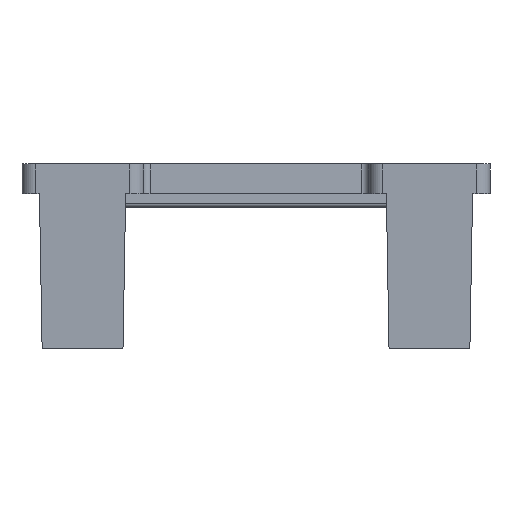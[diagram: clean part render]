
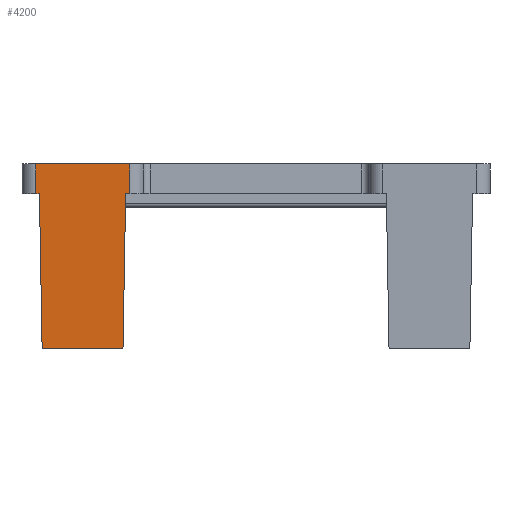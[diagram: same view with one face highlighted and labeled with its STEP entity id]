
A CAD part, front view. The second image highlights one B-rep face of the part: STEP entity #4200.
In plain terms, the highlighted planar face has unit normal (0, -0.999, -0.052).
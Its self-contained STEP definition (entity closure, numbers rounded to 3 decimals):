
#934 = PLANE('',#935);
#935 = AXIS2_PLACEMENT_3D('',#936,#937,#938);
#936 = CARTESIAN_POINT('',(0.,0.,5.8));
#937 = DIRECTION('',(0.,0.,-1.));
#938 = DIRECTION('',(-1.,0.,0.));
#1478 = PLANE('',#1479);
#1479 = AXIS2_PLACEMENT_3D('',#1480,#1481,#1482);
#1480 = CARTESIAN_POINT('',(0.,0.,8.));
#1481 = DIRECTION('',(0.,0.,-1.));
#1482 = DIRECTION('',(-1.,0.,0.));
#3284 = VERTEX_POINT('',#3285);
#3285 = CARTESIAN_POINT('',(-13.7,-18.233,8.));
#3300 = CYLINDRICAL_SURFACE('',#3301,1.);
#3301 = AXIS2_PLACEMENT_3D('',#3302,#3303,#3304);
#3302 = CARTESIAN_POINT('',(-13.7,-16.524,-5.498));
#3303 = DIRECTION('',(0.,0.052,-0.999));
#3304 = DIRECTION('',(0.,0.999,0.052));
#3334 = EDGE_CURVE('',#3284,#3335,#3337,.T.);
#3335 = VERTEX_POINT('',#3336);
#3336 = CARTESIAN_POINT('',(-6.78,-18.233,8.));
#3337 = SURFACE_CURVE('',#3338,(#3342,#3349),.PCURVE_S1.);
#3338 = LINE('',#3339,#3340);
#3339 = CARTESIAN_POINT('',(-10.25,-18.233,8.));
#3340 = VECTOR('',#3341,1.);
#3341 = DIRECTION('',(1.,0.,0.));
#3342 = PCURVE('',#1478,#3343);
#3343 = DEFINITIONAL_REPRESENTATION('',(#3344),#3348);
#3344 = LINE('',#3345,#3346);
#3345 = CARTESIAN_POINT('',(10.25,-18.233));
#3346 = VECTOR('',#3347,1.);
#3347 = DIRECTION('',(-1.,0.));
#3348 = ( GEOMETRIC_REPRESENTATION_CONTEXT(2) 
PARAMETRIC_REPRESENTATION_CONTEXT() REPRESENTATION_CONTEXT('2D SPACE',''
  ) );
#3349 = PCURVE('',#3350,#3355);
#3350 = PLANE('',#3351);
#3351 = AXIS2_PLACEMENT_3D('',#3352,#3353,#3354);
#3352 = CARTESIAN_POINT('',(-10.25,-17.523,-5.55));
#3353 = DIRECTION('',(0.,-0.999,-0.052));
#3354 = DIRECTION('',(0.,0.052,-0.999));
#3355 = DEFINITIONAL_REPRESENTATION('',(#3356),#3360);
#3356 = LINE('',#3357,#3358);
#3357 = CARTESIAN_POINT('',(-13.569,0.));
#3358 = VECTOR('',#3359,1.);
#3359 = DIRECTION('',(0.,1.));
#3360 = ( GEOMETRIC_REPRESENTATION_CONTEXT(2) 
PARAMETRIC_REPRESENTATION_CONTEXT() REPRESENTATION_CONTEXT('2D SPACE',''
  ) );
#3377 = CYLINDRICAL_SURFACE('',#3378,1.);
#3378 = AXIS2_PLACEMENT_3D('',#3379,#3380,#3381);
#3379 = CARTESIAN_POINT('',(-6.78,-17.172,
    6.87));
#3380 = DIRECTION('',(0.,-0.052,0.999));
#3381 = DIRECTION('',(0.,-0.999,-0.052));
#4063 = VERTEX_POINT('',#4064);
#4064 = CARTESIAN_POINT('',(-13.7,-18.118,5.8));
#4108 = EDGE_CURVE('',#3284,#4063,#4109,.T.);
#4109 = SURFACE_CURVE('',#4110,(#4114,#4121),.PCURVE_S1.);
#4110 = LINE('',#4111,#4112);
#4111 = CARTESIAN_POINT('',(-13.7,-18.118,5.8));
#4112 = VECTOR('',#4113,1.);
#4113 = DIRECTION('',(0.,0.052,-0.999));
#4114 = PCURVE('',#3300,#4115);
#4115 = DEFINITIONAL_REPRESENTATION('',(#4116),#4120);
#4116 = LINE('',#4117,#4118);
#4117 = CARTESIAN_POINT('',(3.142,-11.366));
#4118 = VECTOR('',#4119,1.);
#4119 = DIRECTION('',(0.,1.));
#4120 = ( GEOMETRIC_REPRESENTATION_CONTEXT(2) 
PARAMETRIC_REPRESENTATION_CONTEXT() REPRESENTATION_CONTEXT('2D SPACE',''
  ) );
#4121 = PCURVE('',#3350,#4122);
#4122 = DEFINITIONAL_REPRESENTATION('',(#4123),#4127);
#4123 = LINE('',#4124,#4125);
#4124 = CARTESIAN_POINT('',(-11.366,-3.45));
#4125 = VECTOR('',#4126,1.);
#4126 = DIRECTION('',(1.,0.));
#4127 = ( GEOMETRIC_REPRESENTATION_CONTEXT(2) 
PARAMETRIC_REPRESENTATION_CONTEXT() REPRESENTATION_CONTEXT('2D SPACE',''
  ) );
#4200 = ADVANCED_FACE('',(#4201),#3350,.T.);
#4201 = FACE_BOUND('',#4202,.T.);
#4202 = EDGE_LOOP('',(#4203,#4204,#4205,#4228,#4256,#4284,#4312,#4335));
#4203 = ORIENTED_EDGE('',*,*,#3334,.F.);
#4204 = ORIENTED_EDGE('',*,*,#4108,.T.);
#4205 = ORIENTED_EDGE('',*,*,#4206,.T.);
#4206 = EDGE_CURVE('',#4063,#4207,#4209,.T.);
#4207 = VERTEX_POINT('',#4208);
#4208 = CARTESIAN_POINT('',(-13.42,-18.118,5.8));
#4209 = SURFACE_CURVE('',#4210,(#4214,#4221),.PCURVE_S1.);
#4210 = LINE('',#4211,#4212);
#4211 = CARTESIAN_POINT('',(-55.258,-18.118,5.8));
#4212 = VECTOR('',#4213,1.);
#4213 = DIRECTION('',(1.,0.,0.));
#4214 = PCURVE('',#3350,#4215);
#4215 = DEFINITIONAL_REPRESENTATION('',(#4216),#4220);
#4216 = LINE('',#4217,#4218);
#4217 = CARTESIAN_POINT('',(-11.366,-45.008));
#4218 = VECTOR('',#4219,1.);
#4219 = DIRECTION('',(0.,1.));
#4220 = ( GEOMETRIC_REPRESENTATION_CONTEXT(2) 
PARAMETRIC_REPRESENTATION_CONTEXT() REPRESENTATION_CONTEXT('2D SPACE',''
  ) );
#4221 = PCURVE('',#934,#4222);
#4222 = DEFINITIONAL_REPRESENTATION('',(#4223),#4227);
#4223 = LINE('',#4224,#4225);
#4224 = CARTESIAN_POINT('',(55.258,-18.118));
#4225 = VECTOR('',#4226,1.);
#4226 = DIRECTION('',(-1.,0.));
#4227 = ( GEOMETRIC_REPRESENTATION_CONTEXT(2) 
PARAMETRIC_REPRESENTATION_CONTEXT() REPRESENTATION_CONTEXT('2D SPACE',''
  ) );
#4228 = ORIENTED_EDGE('',*,*,#4229,.T.);
#4229 = EDGE_CURVE('',#4207,#4230,#4232,.T.);
#4230 = VERTEX_POINT('',#4231);
#4231 = CARTESIAN_POINT('',(-13.222,-17.523,-5.55));
#4232 = SURFACE_CURVE('',#4233,(#4237,#4244),.PCURVE_S1.);
#4233 = LINE('',#4234,#4235);
#4234 = CARTESIAN_POINT('',(-13.221,-17.52,
    -5.602));
#4235 = VECTOR('',#4236,1.);
#4236 = DIRECTION('',(0.017,0.052,
    -0.998));
#4237 = PCURVE('',#3350,#4238);
#4238 = DEFINITIONAL_REPRESENTATION('',(#4239),#4243);
#4239 = LINE('',#4240,#4241);
#4240 = CARTESIAN_POINT('',(0.052,-2.971));
#4241 = VECTOR('',#4242,1.);
#4242 = DIRECTION('',(1.,0.017));
#4243 = ( GEOMETRIC_REPRESENTATION_CONTEXT(2) 
PARAMETRIC_REPRESENTATION_CONTEXT() REPRESENTATION_CONTEXT('2D SPACE',''
  ) );
#4244 = PCURVE('',#4245,#4250);
#4245 = PLANE('',#4246);
#4246 = AXIS2_PLACEMENT_3D('',#4247,#4248,#4249);
#4247 = CARTESIAN_POINT('',(-13.25,-15.573,-3.95));
#4248 = DIRECTION('',(-1.,0.,-0.017));
#4249 = DIRECTION('',(-0.017,0.,
    1.));
#4250 = DEFINITIONAL_REPRESENTATION('',(#4251),#4255);
#4251 = LINE('',#4252,#4253);
#4252 = CARTESIAN_POINT('',(-1.652,-1.947));
#4253 = VECTOR('',#4254,1.);
#4254 = DIRECTION('',(-0.999,0.052));
#4255 = ( GEOMETRIC_REPRESENTATION_CONTEXT(2) 
PARAMETRIC_REPRESENTATION_CONTEXT() REPRESENTATION_CONTEXT('2D SPACE',''
  ) );
#4256 = ORIENTED_EDGE('',*,*,#4257,.F.);
#4257 = EDGE_CURVE('',#4258,#4230,#4260,.T.);
#4258 = VERTEX_POINT('',#4259);
#4259 = CARTESIAN_POINT('',(-7.278,-17.523,-5.55));
#4260 = SURFACE_CURVE('',#4261,(#4265,#4272),.PCURVE_S1.);
#4261 = LINE('',#4262,#4263);
#4262 = CARTESIAN_POINT('',(-7.25,-17.523,-5.55));
#4263 = VECTOR('',#4264,1.);
#4264 = DIRECTION('',(-1.,0.,0.));
#4265 = PCURVE('',#3350,#4266);
#4266 = DEFINITIONAL_REPRESENTATION('',(#4267),#4271);
#4267 = LINE('',#4268,#4269);
#4268 = CARTESIAN_POINT('',(0.,3.));
#4269 = VECTOR('',#4270,1.);
#4270 = DIRECTION('',(0.,-1.));
#4271 = ( GEOMETRIC_REPRESENTATION_CONTEXT(2) 
PARAMETRIC_REPRESENTATION_CONTEXT() REPRESENTATION_CONTEXT('2D SPACE',''
  ) );
#4272 = PCURVE('',#4273,#4278);
#4273 = PLANE('',#4274);
#4274 = AXIS2_PLACEMENT_3D('',#4275,#4276,#4277);
#4275 = CARTESIAN_POINT('',(-7.25,-15.923,-5.55));
#4276 = DIRECTION('',(0.,0.,-1.));
#4277 = DIRECTION('',(-1.,0.,0.));
#4278 = DEFINITIONAL_REPRESENTATION('',(#4279),#4283);
#4279 = LINE('',#4280,#4281);
#4280 = CARTESIAN_POINT('',(0.,-1.6));
#4281 = VECTOR('',#4282,1.);
#4282 = DIRECTION('',(1.,0.));
#4283 = ( GEOMETRIC_REPRESENTATION_CONTEXT(2) 
PARAMETRIC_REPRESENTATION_CONTEXT() REPRESENTATION_CONTEXT('2D SPACE',''
  ) );
#4284 = ORIENTED_EDGE('',*,*,#4285,.T.);
#4285 = EDGE_CURVE('',#4258,#4286,#4288,.T.);
#4286 = VERTEX_POINT('',#4287);
#4287 = CARTESIAN_POINT('',(-7.08,-18.118,5.8));
#4288 = SURFACE_CURVE('',#4289,(#4293,#4300),.PCURVE_S1.);
#4289 = LINE('',#4290,#4291);
#4290 = CARTESIAN_POINT('',(-7.279,-17.52,
    -5.602));
#4291 = VECTOR('',#4292,1.);
#4292 = DIRECTION('',(0.017,-0.052,
    0.998));
#4293 = PCURVE('',#3350,#4294);
#4294 = DEFINITIONAL_REPRESENTATION('',(#4295),#4299);
#4295 = LINE('',#4296,#4297);
#4296 = CARTESIAN_POINT('',(0.052,2.971));
#4297 = VECTOR('',#4298,1.);
#4298 = DIRECTION('',(-1.,0.017));
#4299 = ( GEOMETRIC_REPRESENTATION_CONTEXT(2) 
PARAMETRIC_REPRESENTATION_CONTEXT() REPRESENTATION_CONTEXT('2D SPACE',''
  ) );
#4300 = PCURVE('',#4301,#4306);
#4301 = PLANE('',#4302);
#4302 = AXIS2_PLACEMENT_3D('',#4303,#4304,#4305);
#4303 = CARTESIAN_POINT('',(-7.25,-15.573,-3.95));
#4304 = DIRECTION('',(1.,0.,-0.017));
#4305 = DIRECTION('',(-0.017,0.,
    -1.));
#4306 = DEFINITIONAL_REPRESENTATION('',(#4307),#4311);
#4307 = LINE('',#4308,#4309);
#4308 = CARTESIAN_POINT('',(1.652,-1.947));
#4309 = VECTOR('',#4310,1.);
#4310 = DIRECTION('',(-0.999,-0.052));
#4311 = ( GEOMETRIC_REPRESENTATION_CONTEXT(2) 
PARAMETRIC_REPRESENTATION_CONTEXT() REPRESENTATION_CONTEXT('2D SPACE',''
  ) );
#4312 = ORIENTED_EDGE('',*,*,#4313,.T.);
#4313 = EDGE_CURVE('',#4286,#4314,#4316,.T.);
#4314 = VERTEX_POINT('',#4315);
#4315 = CARTESIAN_POINT('',(-6.78,-18.118,5.8));
#4316 = SURFACE_CURVE('',#4317,(#4321,#4328),.PCURVE_S1.);
#4317 = LINE('',#4318,#4319);
#4318 = CARTESIAN_POINT('',(-55.258,-18.118,5.8));
#4319 = VECTOR('',#4320,1.);
#4320 = DIRECTION('',(1.,0.,0.));
#4321 = PCURVE('',#3350,#4322);
#4322 = DEFINITIONAL_REPRESENTATION('',(#4323),#4327);
#4323 = LINE('',#4324,#4325);
#4324 = CARTESIAN_POINT('',(-11.366,-45.008));
#4325 = VECTOR('',#4326,1.);
#4326 = DIRECTION('',(0.,1.));
#4327 = ( GEOMETRIC_REPRESENTATION_CONTEXT(2) 
PARAMETRIC_REPRESENTATION_CONTEXT() REPRESENTATION_CONTEXT('2D SPACE',''
  ) );
#4328 = PCURVE('',#934,#4329);
#4329 = DEFINITIONAL_REPRESENTATION('',(#4330),#4334);
#4330 = LINE('',#4331,#4332);
#4331 = CARTESIAN_POINT('',(55.258,-18.118));
#4332 = VECTOR('',#4333,1.);
#4333 = DIRECTION('',(-1.,0.));
#4334 = ( GEOMETRIC_REPRESENTATION_CONTEXT(2) 
PARAMETRIC_REPRESENTATION_CONTEXT() REPRESENTATION_CONTEXT('2D SPACE',''
  ) );
#4335 = ORIENTED_EDGE('',*,*,#4336,.F.);
#4336 = EDGE_CURVE('',#3335,#4314,#4337,.T.);
#4337 = SURFACE_CURVE('',#4338,(#4342,#4349),.PCURVE_S1.);
#4338 = LINE('',#4339,#4340);
#4339 = CARTESIAN_POINT('',(-6.78,-17.523,-5.55));
#4340 = VECTOR('',#4341,1.);
#4341 = DIRECTION('',(0.,0.052,-0.999));
#4342 = PCURVE('',#3350,#4343);
#4343 = DEFINITIONAL_REPRESENTATION('',(#4344),#4348);
#4344 = LINE('',#4345,#4346);
#4345 = CARTESIAN_POINT('',(0.,3.47));
#4346 = VECTOR('',#4347,1.);
#4347 = DIRECTION('',(1.,0.));
#4348 = ( GEOMETRIC_REPRESENTATION_CONTEXT(2) 
PARAMETRIC_REPRESENTATION_CONTEXT() REPRESENTATION_CONTEXT('2D SPACE',''
  ) );
#4349 = PCURVE('',#3377,#4350);
#4350 = DEFINITIONAL_REPRESENTATION('',(#4351),#4355);
#4351 = LINE('',#4352,#4353);
#4352 = CARTESIAN_POINT('',(0.,-12.385));
#4353 = VECTOR('',#4354,1.);
#4354 = DIRECTION('',(0.,-1.));
#4355 = ( GEOMETRIC_REPRESENTATION_CONTEXT(2) 
PARAMETRIC_REPRESENTATION_CONTEXT() REPRESENTATION_CONTEXT('2D SPACE',''
  ) );
